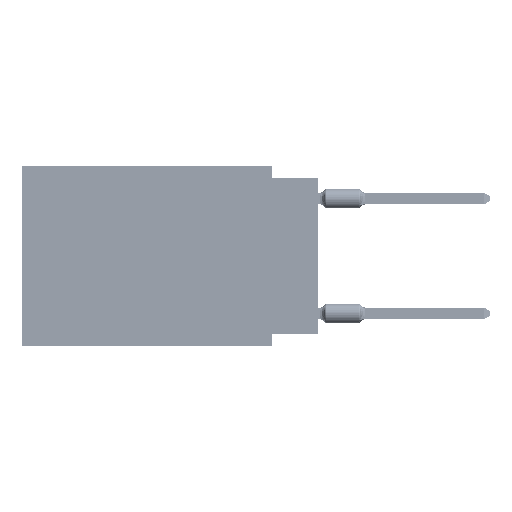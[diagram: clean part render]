
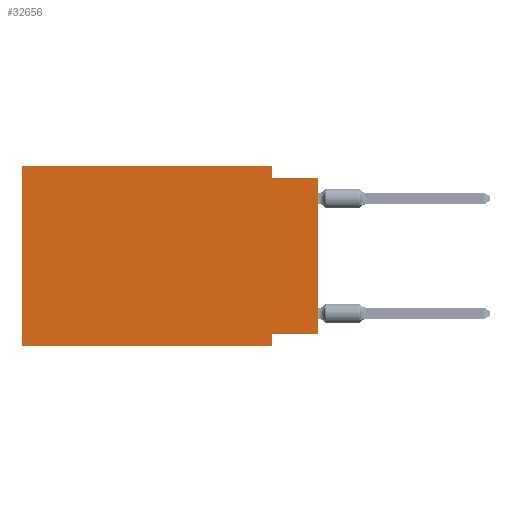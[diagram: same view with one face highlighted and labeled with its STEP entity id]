
A CAD part, left-side view. The second image highlights one B-rep face of the part: STEP entity #32656.
In plain terms, the highlighted planar face has unit normal (-1, 0, 0).
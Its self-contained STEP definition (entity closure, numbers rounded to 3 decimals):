
#232 = DIRECTION ( 'NONE',  ( 0., 0., -1. ) ) ;
#2252 = CARTESIAN_POINT ( 'NONE',  ( 0., 0., -0.635 ) ) ;
#2292 = VECTOR ( 'NONE', #24629, 1000. ) ;
#4905 = CARTESIAN_POINT ( 'NONE',  ( 0., 16.383, -9.906 ) ) ;
#5162 = LINE ( 'NONE', #34975, #74414 ) ;
#5168 = CARTESIAN_POINT ( 'NONE',  ( 0., 16.383, 0. ) ) ;
#6105 = LINE ( 'NONE', #35528, #24428 ) ;
#6379 = LINE ( 'NONE', #23392, #47247 ) ;
#7091 = CARTESIAN_POINT ( 'NONE',  ( 0., 16.383, 0. ) ) ;
#7472 = AXIS2_PLACEMENT_3D ( 'NONE', #5168, #29313, #232 ) ;
#9384 = EDGE_CURVE ( 'NONE', #40026, #44736, #56481, .T. ) ;
#10442 = CARTESIAN_POINT ( 'NONE',  ( 0., 0., -9.271 ) ) ;
#10647 = LINE ( 'NONE', #61975, #33519 ) ;
#11540 = CARTESIAN_POINT ( 'NONE',  ( 0., 2.54, -0.635 ) ) ;
#11949 = FACE_OUTER_BOUND ( 'NONE', #44028, .T. ) ;
#13224 = VECTOR ( 'NONE', #41452, 1000. ) ;
#17068 = DIRECTION ( 'NONE',  ( 0., -1., 0. ) ) ;
#17783 = DIRECTION ( 'NONE',  ( 0., 0., -1. ) ) ;
#19352 = LINE ( 'NONE', #47282, #2292 ) ;
#20648 = ORIENTED_EDGE ( 'NONE', *, *, #28982, .F. ) ;
#21109 = ORIENTED_EDGE ( 'NONE', *, *, #21950, .T. ) ;
#21950 = EDGE_CURVE ( 'NONE', #40026, #27615, #19352, .T. ) ;
#22347 = LINE ( 'NONE', #28380, #56678 ) ;
#23392 = CARTESIAN_POINT ( 'NONE',  ( 0., 2.54, 0. ) ) ;
#23640 = EDGE_CURVE ( 'NONE', #44736, #46130, #22347, .T. ) ;
#24428 = VECTOR ( 'NONE', #58907, 1000. ) ;
#24629 = DIRECTION ( 'NONE',  ( 0., 0., 1. ) ) ;
#25796 = CARTESIAN_POINT ( 'NONE',  ( 0., 2.54, 0. ) ) ;
#27593 = CARTESIAN_POINT ( 'NONE',  ( 0., 0., -9.271 ) ) ;
#27615 = VERTEX_POINT ( 'NONE', #2252 ) ;
#28090 = EDGE_CURVE ( 'NONE', #44910, #69540, #5162, .T. ) ;
#28380 = CARTESIAN_POINT ( 'NONE',  ( 0., 2.54, -9.906 ) ) ;
#28892 = VERTEX_POINT ( 'NONE', #25796 ) ;
#28982 = EDGE_CURVE ( 'NONE', #43685, #27615, #10647, .T. ) ;
#29313 = DIRECTION ( 'NONE',  ( 1., 0., 0. ) ) ;
#32241 = ORIENTED_EDGE ( 'NONE', *, *, #34776, .T. ) ;
#32656 = ADVANCED_FACE ( 'NONE', ( #11949 ), #33881, .F. ) ;
#33519 = VECTOR ( 'NONE', #17068, 1000. ) ;
#33615 = DIRECTION ( 'NONE',  ( 0., 0., -1. ) ) ;
#33881 = PLANE ( 'NONE',  #7472 ) ;
#34725 = CARTESIAN_POINT ( 'NONE',  ( 0., 16.383, 0. ) ) ;
#34776 = EDGE_CURVE ( 'NONE', #44910, #46130, #6105, .T. ) ;
#34975 = CARTESIAN_POINT ( 'NONE',  ( 0., 16.383, 0. ) ) ;
#35528 = CARTESIAN_POINT ( 'NONE',  ( 0., 16.383, -9.906 ) ) ;
#39389 = EDGE_CURVE ( 'NONE', #69540, #28892, #64828, .T. ) ;
#40026 = VERTEX_POINT ( 'NONE', #27593 ) ;
#40826 = CARTESIAN_POINT ( 'NONE',  ( 0., 2.54, -9.271 ) ) ;
#41452 = DIRECTION ( 'NONE',  ( 0., -1., 0. ) ) ;
#43685 = VERTEX_POINT ( 'NONE', #11540 ) ;
#44028 = EDGE_LOOP ( 'NONE', ( #21109, #20648, #72610, #52710, #45651, #32241, #46968, #64805 ) ) ;
#44736 = VERTEX_POINT ( 'NONE', #40826 ) ;
#44910 = VERTEX_POINT ( 'NONE', #4905 ) ;
#45651 = ORIENTED_EDGE ( 'NONE', *, *, #28090, .F. ) ;
#46130 = VERTEX_POINT ( 'NONE', #65329 ) ;
#46968 = ORIENTED_EDGE ( 'NONE', *, *, #23640, .F. ) ;
#47247 = VECTOR ( 'NONE', #33615, 1000. ) ;
#47282 = CARTESIAN_POINT ( 'NONE',  ( 0., 0., 0. ) ) ;
#48959 = VECTOR ( 'NONE', #68551, 1000. ) ;
#52700 = DIRECTION ( 'NONE',  ( 0., 0., 1. ) ) ;
#52710 = ORIENTED_EDGE ( 'NONE', *, *, #39389, .F. ) ;
#56481 = LINE ( 'NONE', #10442, #48959 ) ;
#56678 = VECTOR ( 'NONE', #17783, 1000. ) ;
#57031 = EDGE_CURVE ( 'NONE', #28892, #43685, #6379, .T. ) ;
#58907 = DIRECTION ( 'NONE',  ( 0., -1., 0. ) ) ;
#61975 = CARTESIAN_POINT ( 'NONE',  ( 0., 0., -0.635 ) ) ;
#64805 = ORIENTED_EDGE ( 'NONE', *, *, #9384, .F. ) ;
#64828 = LINE ( 'NONE', #7091, #13224 ) ;
#65329 = CARTESIAN_POINT ( 'NONE',  ( 0., 2.54, -9.906 ) ) ;
#68551 = DIRECTION ( 'NONE',  ( 0., 1., 0. ) ) ;
#69540 = VERTEX_POINT ( 'NONE', #34725 ) ;
#72610 = ORIENTED_EDGE ( 'NONE', *, *, #57031, .F. ) ;
#74414 = VECTOR ( 'NONE', #52700, 1000. ) ;
